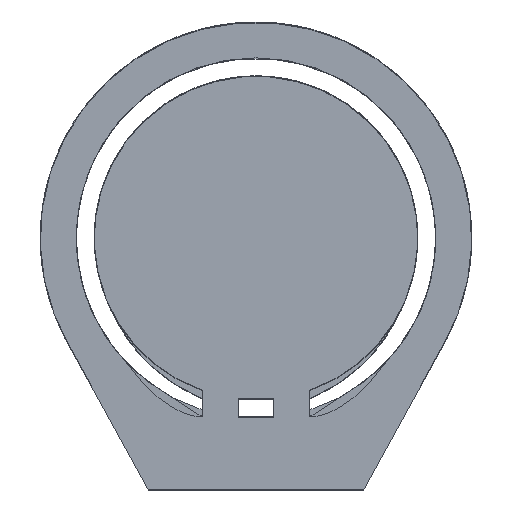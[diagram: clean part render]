
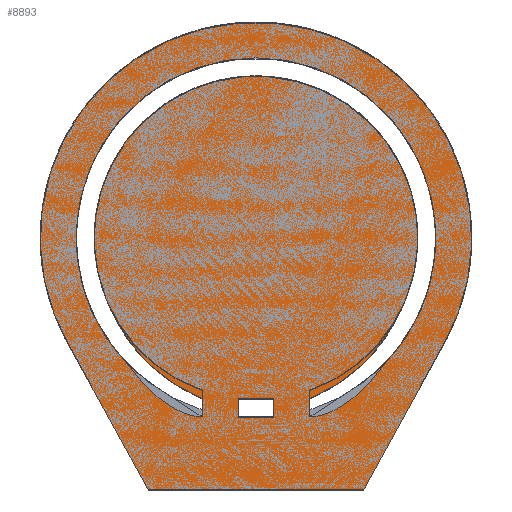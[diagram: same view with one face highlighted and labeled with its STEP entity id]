
A CAD part, top view. The second image highlights one B-rep face of the part: STEP entity #8893.
In plain terms, the highlighted planar face has unit normal (0, 0, 1).
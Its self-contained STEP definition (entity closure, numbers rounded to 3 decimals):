
#8773 = EDGE_CURVE('',#8774,#8776,#8778,.T.);
#8774 = VERTEX_POINT('',#8775);
#8775 = CARTESIAN_POINT('',(-7.5,-24.875,1.57));
#8776 = VERTEX_POINT('',#8777);
#8777 = CARTESIAN_POINT('',(-7.5,-22.361,1.57));
#8778 = LINE('',#8779,#8780);
#8779 = CARTESIAN_POINT('',(-7.5,0.,1.57));
#8780 = VECTOR('',#8781,1.);
#8781 = DIRECTION('',(0.,1.,0.));
#8816 = VERTEX_POINT('',#8817);
#8817 = CARTESIAN_POINT('',(20.795,-8.591,1.57));
#8833 = VERTEX_POINT('',#8834);
#8834 = CARTESIAN_POINT('',(-20.809,-8.557,1.57));
#8840 = EDGE_CURVE('',#8816,#8833,#8841,.T.);
#8841 = CIRCLE('',#8842,22.5);
#8842 = AXIS2_PLACEMENT_3D('',#8843,#8844,#8845);
#8843 = CARTESIAN_POINT('',(0.,0.,1.57)
  );
#8844 = DIRECTION('',(0.,0.,1.));
#8845 = DIRECTION('',(1.,0.,0.));
#8855 = EDGE_CURVE('',#8856,#8858,#8860,.T.);
#8856 = VERTEX_POINT('',#8857);
#8857 = CARTESIAN_POINT('',(20.323,-14.559,1.57));
#8858 = VERTEX_POINT('',#8859);
#8859 = CARTESIAN_POINT('',(-20.323,-14.559,1.57));
#8860 = CIRCLE('',#8861,25.);
#8861 = AXIS2_PLACEMENT_3D('',#8862,#8863,#8864);
#8862 = CARTESIAN_POINT('',(0.,0.,1.57)
  );
#8863 = DIRECTION('',(0.,0.,1.));
#8864 = DIRECTION('',(1.,0.,0.));
#8893 = ADVANCED_FACE('',(#8894,#8933,#8967),#9002,.T.);
#8894 = FACE_BOUND('',#8895,.T.);
#8895 = EDGE_LOOP('',(#8896,#8904,#8905,#8911,#8912,#8918,#8919,#8927));
#8896 = ORIENTED_EDGE('',*,*,#8897,.T.);
#8897 = EDGE_CURVE('',#8898,#8816,#8900,.T.);
#8898 = VERTEX_POINT('',#8899);
#8899 = CARTESIAN_POINT('',(7.5,-22.36,1.57));
#8900 = B_SPLINE_CURVE_WITH_KNOTS('',2,(#8901,#8902,#8903),
  .UNSPECIFIED.,.F.,.F.,(3,3),(0.,1.),.PIECEWISE_BEZIER_KNOTS.);
#8901 = CARTESIAN_POINT('',(7.5,-22.36,1.57));
#8902 = CARTESIAN_POINT('',(17.976,-17.879,1.57));
#8903 = CARTESIAN_POINT('',(21.573,-6.389,1.57));
#8904 = ORIENTED_EDGE('',*,*,#8840,.T.);
#8905 = ORIENTED_EDGE('',*,*,#8906,.F.);
#8906 = EDGE_CURVE('',#8776,#8833,#8907,.T.);
#8907 = B_SPLINE_CURVE_WITH_KNOTS('',2,(#8908,#8909,#8910),
  .UNSPECIFIED.,.F.,.F.,(3,3),(0.,1.),.PIECEWISE_BEZIER_KNOTS.);
#8908 = CARTESIAN_POINT('',(-7.5,-22.361,1.57));
#8909 = CARTESIAN_POINT('',(-17.976,-17.879,1.57));
#8910 = CARTESIAN_POINT('',(-21.574,-6.39,1.57));
#8911 = ORIENTED_EDGE('',*,*,#8773,.F.);
#8912 = ORIENTED_EDGE('',*,*,#8913,.F.);
#8913 = EDGE_CURVE('',#8858,#8774,#8914,.T.);
#8914 = B_SPLINE_CURVE_WITH_KNOTS('',2,(#8915,#8916,#8917),
  .UNSPECIFIED.,.F.,.F.,(3,3),(0.,1.),.PIECEWISE_BEZIER_KNOTS.);
#8915 = CARTESIAN_POINT('',(-20.323,-14.559,1.57));
#8916 = CARTESIAN_POINT('',(-13.043,-24.875,1.57));
#8917 = CARTESIAN_POINT('',(-7.5,-24.875,1.57));
#8918 = ORIENTED_EDGE('',*,*,#8855,.F.);
#8919 = ORIENTED_EDGE('',*,*,#8920,.T.);
#8920 = EDGE_CURVE('',#8856,#8921,#8923,.T.);
#8921 = VERTEX_POINT('',#8922);
#8922 = CARTESIAN_POINT('',(7.5,-24.875,1.57));
#8923 = B_SPLINE_CURVE_WITH_KNOTS('',2,(#8924,#8925,#8926),
  .UNSPECIFIED.,.F.,.F.,(3,3),(0.,1.),.PIECEWISE_BEZIER_KNOTS.);
#8924 = CARTESIAN_POINT('',(20.323,-14.559,1.57));
#8925 = CARTESIAN_POINT('',(13.043,-24.875,1.57));
#8926 = CARTESIAN_POINT('',(7.5,-24.875,1.57));
#8927 = ORIENTED_EDGE('',*,*,#8928,.T.);
#8928 = EDGE_CURVE('',#8921,#8898,#8929,.T.);
#8929 = LINE('',#8930,#8931);
#8930 = CARTESIAN_POINT('',(7.5,0.,1.57));
#8931 = VECTOR('',#8932,1.);
#8932 = DIRECTION('',(0.,1.,0.));
#8933 = FACE_BOUND('',#8934,.T.);
#8934 = EDGE_LOOP('',(#8935,#8945,#8953,#8961));
#8935 = ORIENTED_EDGE('',*,*,#8936,.T.);
#8936 = EDGE_CURVE('',#8937,#8939,#8941,.T.);
#8937 = VERTEX_POINT('',#8938);
#8938 = CARTESIAN_POINT('',(-2.5,-24.875,1.57));
#8939 = VERTEX_POINT('',#8940);
#8940 = CARTESIAN_POINT('',(-2.5,-22.361,1.57));
#8941 = LINE('',#8942,#8943);
#8942 = CARTESIAN_POINT('',(-2.5,0.,1.57));
#8943 = VECTOR('',#8944,1.);
#8944 = DIRECTION('',(0.,1.,0.));
#8945 = ORIENTED_EDGE('',*,*,#8946,.F.);
#8946 = EDGE_CURVE('',#8947,#8939,#8949,.T.);
#8947 = VERTEX_POINT('',#8948);
#8948 = CARTESIAN_POINT('',(2.5,-22.361,1.57));
#8949 = LINE('',#8950,#8951);
#8950 = CARTESIAN_POINT('',(-2.5,-22.361,1.57));
#8951 = VECTOR('',#8952,1.);
#8952 = DIRECTION('',(-1.,-0.,-0.));
#8953 = ORIENTED_EDGE('',*,*,#8954,.F.);
#8954 = EDGE_CURVE('',#8955,#8947,#8957,.T.);
#8955 = VERTEX_POINT('',#8956);
#8956 = CARTESIAN_POINT('',(2.5,-24.875,1.57));
#8957 = LINE('',#8958,#8959);
#8958 = CARTESIAN_POINT('',(2.5,0.,1.57));
#8959 = VECTOR('',#8960,1.);
#8960 = DIRECTION('',(0.,1.,0.));
#8961 = ORIENTED_EDGE('',*,*,#8962,.T.);
#8962 = EDGE_CURVE('',#8955,#8937,#8963,.T.);
#8963 = LINE('',#8964,#8965);
#8964 = CARTESIAN_POINT('',(2.5,-24.875,1.57));
#8965 = VECTOR('',#8966,1.);
#8966 = DIRECTION('',(-1.,0.,0.));
#8967 = FACE_BOUND('',#8968,.T.);
#8968 = EDGE_LOOP('',(#8969,#8980,#8988,#8996));
#8969 = ORIENTED_EDGE('',*,*,#8970,.T.);
#8970 = EDGE_CURVE('',#8971,#8973,#8975,.T.);
#8971 = VERTEX_POINT('',#8972);
#8972 = CARTESIAN_POINT('',(25.801,-15.308,1.57));
#8973 = VERTEX_POINT('',#8974);
#8974 = CARTESIAN_POINT('',(-25.801,-15.308,1.57));
#8975 = CIRCLE('',#8976,30.);
#8976 = AXIS2_PLACEMENT_3D('',#8977,#8978,#8979);
#8977 = CARTESIAN_POINT('',(0.,0.,1.57)
  );
#8978 = DIRECTION('',(0.,0.,1.));
#8979 = DIRECTION('',(1.,0.,0.));
#8980 = ORIENTED_EDGE('',*,*,#8981,.F.);
#8981 = EDGE_CURVE('',#8982,#8973,#8984,.T.);
#8982 = VERTEX_POINT('',#8983);
#8983 = CARTESIAN_POINT('',(-15.,-35.,1.57));
#8984 = LINE('',#8985,#8986);
#8985 = CARTESIAN_POINT('',(-26.288,-14.418,1.57));
#8986 = VECTOR('',#8987,1.);
#8987 = DIRECTION('',(-0.481,0.877,0.));
#8988 = ORIENTED_EDGE('',*,*,#8989,.T.);
#8989 = EDGE_CURVE('',#8982,#8990,#8992,.T.);
#8990 = VERTEX_POINT('',#8991);
#8991 = CARTESIAN_POINT('',(15.,-35.,1.57));
#8992 = LINE('',#8993,#8994);
#8993 = CARTESIAN_POINT('',(0.,-35.,1.57));
#8994 = VECTOR('',#8995,1.);
#8995 = DIRECTION('',(1.,0.,0.));
#8996 = ORIENTED_EDGE('',*,*,#8997,.T.);
#8997 = EDGE_CURVE('',#8990,#8971,#8998,.T.);
#8998 = LINE('',#8999,#9000);
#8999 = CARTESIAN_POINT('',(26.288,-14.418,1.57));
#9000 = VECTOR('',#9001,1.);
#9001 = DIRECTION('',(0.481,0.877,0.));
#9002 = PLANE('',#9003);
#9003 = AXIS2_PLACEMENT_3D('',#9004,#9005,#9006);
#9004 = CARTESIAN_POINT('',(0.,0.,1.57)
  );
#9005 = DIRECTION('',(0.,0.,1.));
#9006 = DIRECTION('',(1.,0.,0.));
